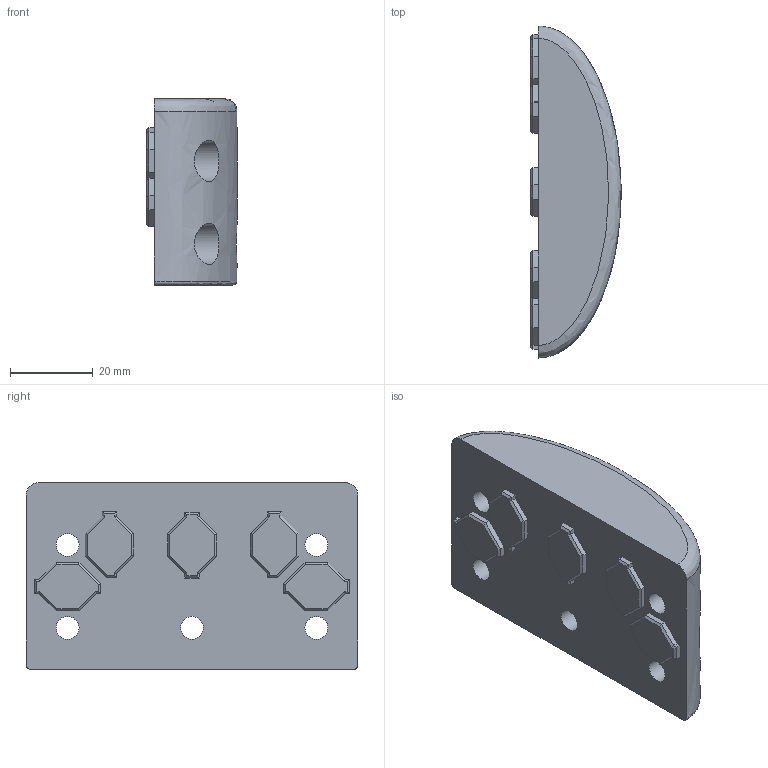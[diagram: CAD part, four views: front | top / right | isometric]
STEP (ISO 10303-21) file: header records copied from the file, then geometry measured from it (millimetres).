
FILE_DESCRIPTION(/* description */ (''),/* implementation_level */ '2;1');
FILE_NAME(/* name */ 'Step''s/2-4080_c-beam_endcap_wider_squire v3.step',/* time_stamp */ '2019-10-20T17:04:50-04:00',/* author */ (''),/* organization */ (''),/* preprocessor_version */ 'ST-DEVELOPER v18',/* originating_system */ 'Autodesk Translation Framework v8.6.0.1094',/* authorisation */ '');
FILE_SCHEMA (('AUTOMOTIVE_DESIGN { 1 0 10303 214 3 1 1 }'));
Length unit declared in the file: millimetre
Products named in the file (1): 2-4080_c-beam_endcap_wider_squire
Bounding box: 21.75 x 80 x 45 mm (x, y, z)
Volume: 53562.8 mm3; surface area: 12136.3 mm2
Topology: 1 solids, 1 shells, 138 faces, 327 edges, 201 vertices
Faces by surface type: plane 125, cylinder 10, bspline 3
Full cylindrical faces by diameter (mm): 5.5 x5, 10 x5
Entity records: 4330 total; most frequent: CARTESIAN_POINT 1145, ORIENTED_EDGE 654, DIRECTION 596, EDGE_CURVE 327, LINE 294, VECTOR 294, VERTEX_POINT 201, EDGE_LOOP 158
